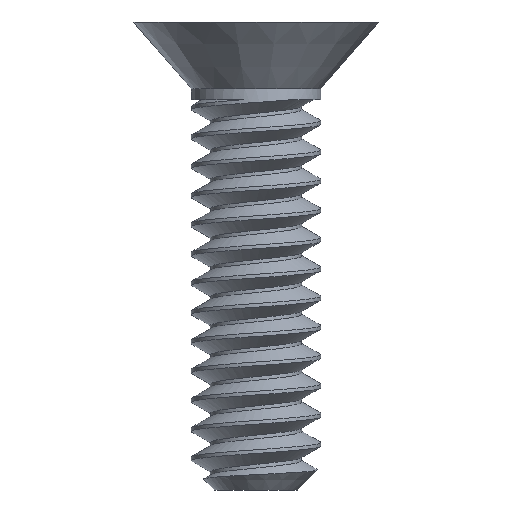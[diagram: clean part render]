
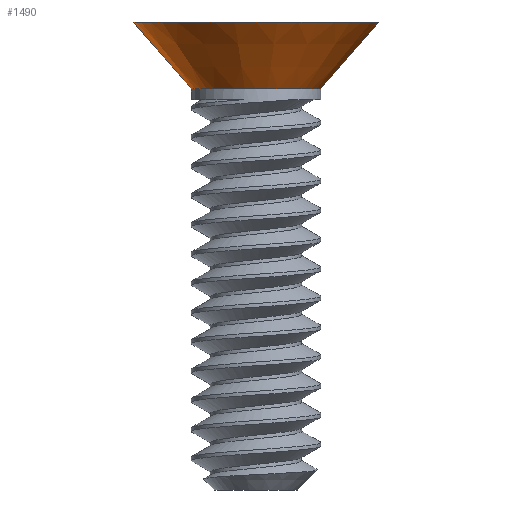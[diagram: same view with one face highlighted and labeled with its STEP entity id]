
A CAD part, left-side view. The second image highlights one B-rep face of the part: STEP entity #1490.
In plain terms, the highlighted conical face has half-angle 41 degrees and reference radius 3.327 mm.
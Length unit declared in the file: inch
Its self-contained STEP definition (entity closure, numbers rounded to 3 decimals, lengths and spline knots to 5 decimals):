
#30 = CARTESIAN_POINT ( 'NONE',  ( 0., 0.069, 0.01168 ) ) ;
#90 = CIRCLE ( 'NONE', #3269, 0.131 ) ;
#145 = DIRECTION ( 'NONE',  ( 0., 1., 0. ) ) ;
#246 = VERTEX_POINT ( 'NONE', #3171 ) ;
#340 = EDGE_CURVE ( 'NONE', #1224, #246, #3626, .T. ) ;
#675 = CONICAL_SURFACE ( 'NONE', #4129, 0.131, 0.716 ) ;
#903 = CARTESIAN_POINT ( 'NONE',  ( 0., 0., 0.01168 ) ) ;
#1224 = VERTEX_POINT ( 'NONE', #2232 ) ;
#1253 = ORIENTED_EDGE ( 'NONE', *, *, #340, .T. ) ;
#1305 = CARTESIAN_POINT ( 'NONE',  ( 0., 0., 0.083 ) ) ;
#1350 = DIRECTION ( 'NONE',  ( 0., 0.656, 0.755 ) ) ;
#1352 = VERTEX_POINT ( 'NONE', #4296 ) ;
#1452 = ORIENTED_EDGE ( 'NONE', *, *, #3193, .F. ) ;
#1470 = DIRECTION ( 'NONE',  ( 0., -0.656, 0.755 ) ) ;
#1490 = ADVANCED_FACE ( 'NONE', ( #2059 ), #675, .T. ) ;
#1633 = VECTOR ( 'NONE', #1350, 39.37008 ) ;
#1720 = EDGE_CURVE ( 'NONE', #4118, #1352, #2656, .T. ) ;
#2059 = FACE_OUTER_BOUND ( 'NONE', #3458, .T. ) ;
#2135 = AXIS2_PLACEMENT_3D ( 'NONE', #903, #2908, #145 ) ;
#2232 = CARTESIAN_POINT ( 'NONE',  ( 0., -0.069, 0.01168 ) ) ;
#2469 = CARTESIAN_POINT ( 'NONE',  ( 0., -0.131, 0.083 ) ) ;
#2656 = LINE ( 'NONE', #3409, #1633 ) ;
#2723 = CARTESIAN_POINT ( 'NONE',  ( 0., 0., 0.083 ) ) ;
#2818 = EDGE_CURVE ( 'NONE', #1224, #4118, #2909, .T. ) ;
#2842 = ORIENTED_EDGE ( 'NONE', *, *, #1720, .F. ) ;
#2908 = DIRECTION ( 'NONE',  ( 0., 0., -1. ) ) ;
#2909 = CIRCLE ( 'NONE', #2135, 0.069 ) ;
#3171 = CARTESIAN_POINT ( 'NONE',  ( 0., -0.131, 0.083 ) ) ;
#3193 = EDGE_CURVE ( 'NONE', #1352, #246, #90, .T. ) ;
#3269 = AXIS2_PLACEMENT_3D ( 'NONE', #2723, #3417, #4124 ) ;
#3409 = CARTESIAN_POINT ( 'NONE',  ( 0., 0.131, 0.083 ) ) ;
#3417 = DIRECTION ( 'NONE',  ( 0., 0., 1. ) ) ;
#3458 = EDGE_LOOP ( 'NONE', ( #2842, #4033, #1253, #1452 ) ) ;
#3572 = VECTOR ( 'NONE', #1470, 39.37008 ) ;
#3626 = LINE ( 'NONE', #2469, #3572 ) ;
#3711 = DIRECTION ( 'NONE',  ( 0., 0., 1. ) ) ;
#4033 = ORIENTED_EDGE ( 'NONE', *, *, #2818, .F. ) ;
#4118 = VERTEX_POINT ( 'NONE', #30 ) ;
#4124 = DIRECTION ( 'NONE',  ( 0., -1., 0. ) ) ;
#4129 = AXIS2_PLACEMENT_3D ( 'NONE', #1305, #3711, #4373 ) ;
#4296 = CARTESIAN_POINT ( 'NONE',  ( 0., 0.131, 0.083 ) ) ;
#4373 = DIRECTION ( 'NONE',  ( 0., -1., 0. ) ) ;
